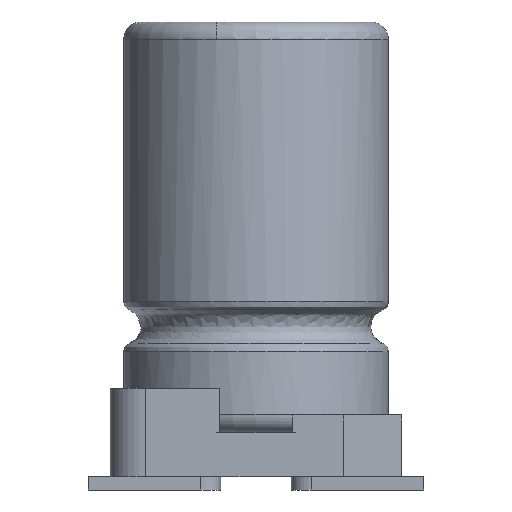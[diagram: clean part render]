
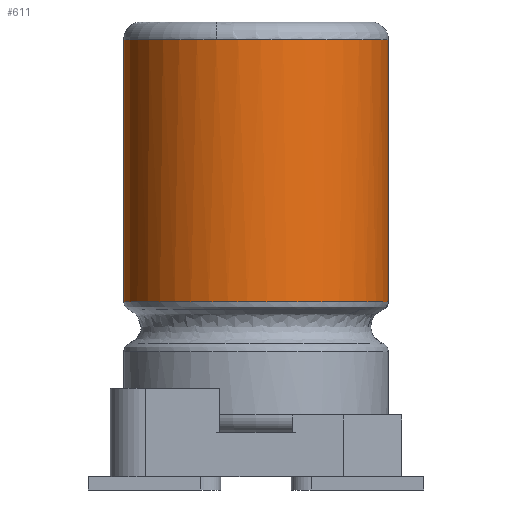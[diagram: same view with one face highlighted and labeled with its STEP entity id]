
A CAD part, front view. The second image highlights one B-rep face of the part: STEP entity #611.
In plain terms, the highlighted cylindrical face has radius 1.5 mm (diameter 3 mm), a full revolution.
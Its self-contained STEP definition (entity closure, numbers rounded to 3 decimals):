
#12=DIRECTION('',(0.,0.,1.));
#27=VECTOR('',#12,1.);
#33=DIRECTION('',(0.,0.,-1.));
#34=DIRECTION('',(1.,0.,0.));
#407=VERTEX_POINT('',#408);
#408=CARTESIAN_POINT('',(1.5,0.,2.133));
#411=CARTESIAN_POINT('',(1.5,0.,2.133));
#412=ORIENTED_EDGE('',*,*,#413,.T.);
#413=EDGE_CURVE('',#407,#407,#414,.T.);
#414=( BOUNDED_CURVE() B_SPLINE_CURVE(12,(#411,#415,#416,#417,#418,#419,#420,#421,#422,#423,#424,#425,#426),.UNSPECIFIED.,.T.,.F.)B_SPLINE_CURVE_WITH_KNOTS((13,13),(0.,9.425),.PIECEWISE_BEZIER_KNOTS.) CURVE() GEOMETRIC_REPRESENTATION_ITEM()RATIONAL_B_SPLINE_CURVE((1.,1.,1.,1.,1.,1.,1.,1.,1.,1.,1.,1.,1.)) REPRESENTATION_ITEM('') );
#415=CARTESIAN_POINT('',(1.5,-0.774,2.133));
#416=CARTESIAN_POINT('',(1.064,-1.566,2.133));
#417=CARTESIAN_POINT('',(0.163,-2.101,2.133));
#418=CARTESIAN_POINT('',(-1.047,-1.982,2.133));
#419=CARTESIAN_POINT('',(-1.91,-1.284,2.133));
#420=CARTESIAN_POINT('',(-2.524,0.,2.133));
#421=CARTESIAN_POINT('',(-1.91,1.284,2.133));
#422=CARTESIAN_POINT('',(-1.047,1.982,2.133));
#423=CARTESIAN_POINT('',(0.163,2.101,2.133));
#424=CARTESIAN_POINT('',(1.064,1.566,2.133));
#425=CARTESIAN_POINT('',(1.5,0.774,2.133));
#426=CARTESIAN_POINT('',(1.5,0.,2.133));
#611=ADVANCED_FACE('',(#612),#638,.T.);
#612=FACE_BOUND('',#613,.F.);
#613=EDGE_LOOP('',(#614,#620,#627,#631,#635,#637,#412));
#614=ORIENTED_EDGE('',*,*,#615,.T.);
#615=EDGE_CURVE('',#407,#616,#618,.T.);
#616=VERTEX_POINT('',#617);
#617=CARTESIAN_POINT('',(1.5,0.,5.1));
#618=LINE('',#619,#27);
#619=CARTESIAN_POINT('',(1.5,0.,2.05));
#620=ORIENTED_EDGE('',*,*,#621,.F.);
#621=EDGE_CURVE('',#622,#616,#624,.T.);
#622=VERTEX_POINT('',#623);
#623=CARTESIAN_POINT('',(-0.45,1.431,5.1));
#624=CIRCLE('',#625,1.5);
#625=AXIS2_PLACEMENT_3D('',#626,#33,#34);
#626=CARTESIAN_POINT('',(0.,0.,5.1));
#627=ORIENTED_EDGE('',*,*,#628,.F.);
#628=EDGE_CURVE('',#629,#622,#624,.T.);
#629=VERTEX_POINT('',#630);
#630=CARTESIAN_POINT('',(-1.5,0.,5.1));
#631=ORIENTED_EDGE('',*,*,#632,.F.);
#632=EDGE_CURVE('',#633,#629,#624,.T.);
#633=VERTEX_POINT('',#634);
#634=CARTESIAN_POINT('',(-0.45,-1.431,5.1));
#635=ORIENTED_EDGE('',*,*,#636,.F.);
#636=EDGE_CURVE('',#616,#633,#624,.T.);
#637=ORIENTED_EDGE('',*,*,#615,.F.);
#638=CYLINDRICAL_SURFACE('',#639,1.5);
#639=AXIS2_PLACEMENT_3D('',#640,#12,#34);
#640=CARTESIAN_POINT('',(0.,0.,2.05));
